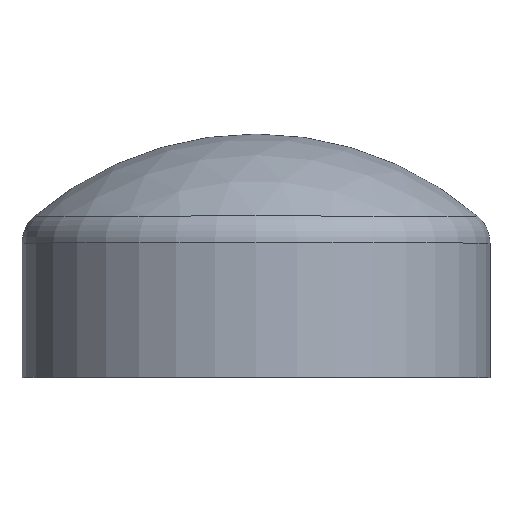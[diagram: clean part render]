
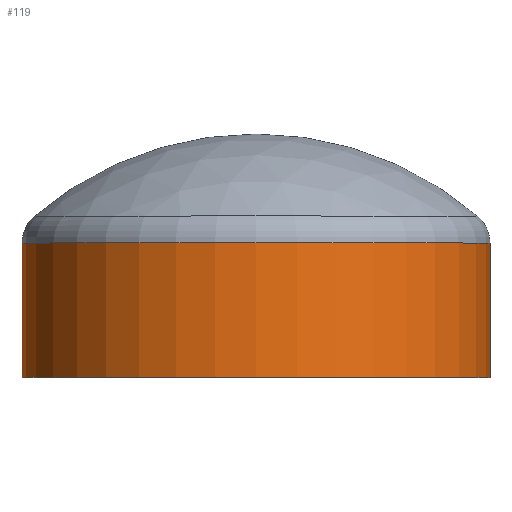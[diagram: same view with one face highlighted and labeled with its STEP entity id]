
A CAD part, top view. The second image highlights one B-rep face of the part: STEP entity #119.
In plain terms, the highlighted cylindrical face has radius 13.45 mm (diameter 26.9 mm), a partial arc.
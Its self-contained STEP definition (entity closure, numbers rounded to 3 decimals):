
#7 = VECTOR ( 'NONE', #97, 1000. ) ;
#21 = ORIENTED_EDGE ( 'NONE', *, *, #126, .F. ) ;
#26 = ORIENTED_EDGE ( 'NONE', *, *, #163, .T. ) ;
#44 = EDGE_CURVE ( 'NONE', #51, #271, #382, .T. ) ;
#47 = VERTEX_POINT ( 'NONE', #215 ) ;
#51 = VERTEX_POINT ( 'NONE', #67 ) ;
#55 = CARTESIAN_POINT ( 'NONE',  ( -13.45, 7.725, 0. ) ) ;
#57 = CIRCLE ( 'NONE', #363, 13.45 ) ;
#64 = EDGE_LOOP ( 'NONE', ( #26, #142, #21, #327 ) ) ;
#67 = CARTESIAN_POINT ( 'NONE',  ( 13.45, 0., 0. ) ) ;
#68 = CARTESIAN_POINT ( 'NONE',  ( 0., 7.725, 0. ) ) ;
#70 = DIRECTION ( 'NONE',  ( 0., 1., 0. ) ) ;
#75 = DIRECTION ( 'NONE',  ( -1., 0., 0. ) ) ;
#97 = DIRECTION ( 'NONE',  ( 0., 1., 0. ) ) ;
#99 = CARTESIAN_POINT ( 'NONE',  ( 0., 2817.965, 0. ) ) ;
#107 = DIRECTION ( 'NONE',  ( 0., 1., 0. ) ) ;
#119 = ADVANCED_FACE ( 'NONE', ( #383 ), #352, .T. ) ;
#126 = EDGE_CURVE ( 'NONE', #307, #271, #57, .T. ) ;
#138 = LINE ( 'NONE', #198, #180 ) ;
#142 = ORIENTED_EDGE ( 'NONE', *, *, #44, .T. ) ;
#163 = EDGE_CURVE ( 'NONE', #47, #51, #310, .T. ) ;
#180 = VECTOR ( 'NONE', #107, 1000. ) ;
#197 = CARTESIAN_POINT ( 'NONE',  ( 13.45, 7.725, 0. ) ) ;
#198 = CARTESIAN_POINT ( 'NONE',  ( -13.45, 2817.965, 0. ) ) ;
#214 = AXIS2_PLACEMENT_3D ( 'NONE', #357, #70, #75 ) ;
#215 = CARTESIAN_POINT ( 'NONE',  ( -13.45, 0., 0. ) ) ;
#220 = DIRECTION ( 'NONE',  ( 0., 1., 0. ) ) ;
#246 = DIRECTION ( 'NONE',  ( 0., 1., 0. ) ) ;
#247 = CARTESIAN_POINT ( 'NONE',  ( 13.45, 2817.965, 0. ) ) ;
#256 = AXIS2_PLACEMENT_3D ( 'NONE', #99, #220, #351 ) ;
#271 = VERTEX_POINT ( 'NONE', #197 ) ;
#275 = EDGE_CURVE ( 'NONE', #47, #307, #138, .T. ) ;
#307 = VERTEX_POINT ( 'NONE', #55 ) ;
#310 = CIRCLE ( 'NONE', #214, 13.45 ) ;
#321 = DIRECTION ( 'NONE',  ( -1., 0., 0. ) ) ;
#327 = ORIENTED_EDGE ( 'NONE', *, *, #275, .F. ) ;
#351 = DIRECTION ( 'NONE',  ( -1., 0., 0. ) ) ;
#352 = CYLINDRICAL_SURFACE ( 'NONE', #256, 13.45 ) ;
#357 = CARTESIAN_POINT ( 'NONE',  ( 0., 0., 0. ) ) ;
#363 = AXIS2_PLACEMENT_3D ( 'NONE', #68, #246, #321 ) ;
#382 = LINE ( 'NONE', #247, #7 ) ;
#383 = FACE_OUTER_BOUND ( 'NONE', #64, .T. ) ;
